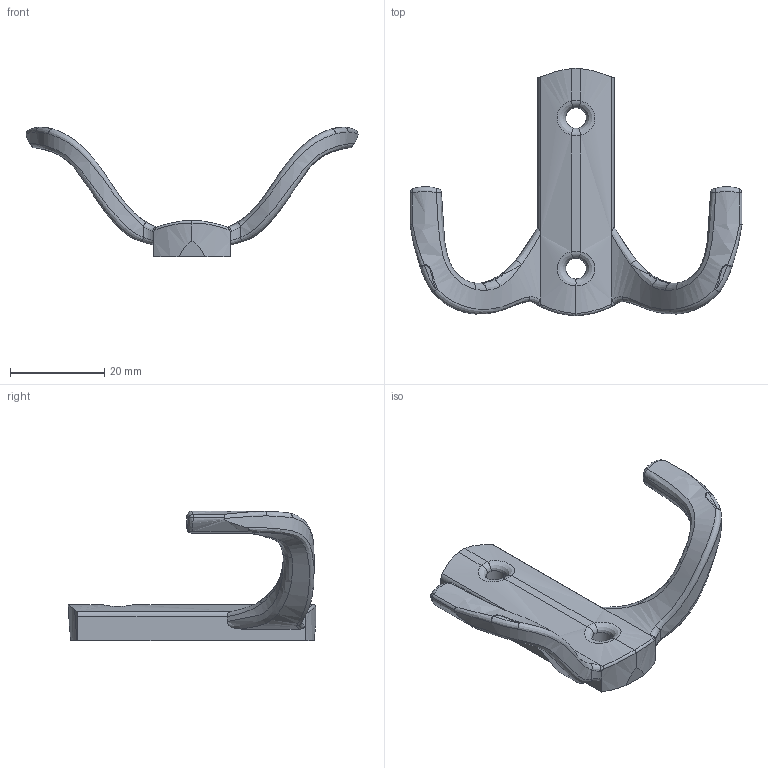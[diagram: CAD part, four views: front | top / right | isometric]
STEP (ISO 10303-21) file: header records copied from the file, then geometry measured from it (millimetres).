
FILE_DESCRIPTION (( 'STEP AP214' ), '1' );
FILE_NAME ('F002439,F002440,F002441_3D.step', '2022-07-07T08:09:19', ( '' ), ( '' ), 'SwSTEP 2.0', 'SolidWorks 2020', '' );
FILE_SCHEMA (( 'AUTOMOTIVE_DESIGN' ));
Length unit declared in the file: millimetre
Products named in the file (1): F002439,F002440,F002441_3D
Bounding box: 70.54 x 52.56 x 27.58 mm (x, y, z)
Volume: 8799.1 mm3; surface area: 4740.1 mm2
Topology: 1 solids, 1 shells, 132 faces, 337 edges, 201 vertices
Faces by surface type: bspline 91, cylinder 18, sphere 12, plane 8, torus 3
Entity records: 10740 total; most frequent: CARTESIAN_POINT 6815, ORIENTED_EDGE 658, EDGE_CURVE 329, DIRECTION 284, B_SPLINE_CURVE_WITH_KNOTS 201, VERTEX_POINT 197, UNCERTAINTY_MEASURE_WITH_UNIT 135, FILL_AREA_STYLE_COLOUR 134
